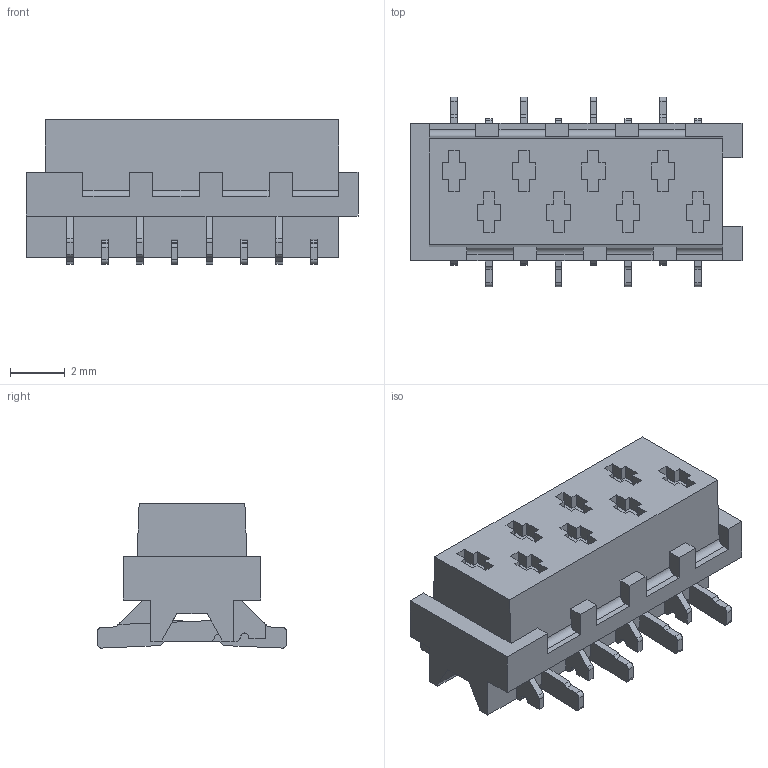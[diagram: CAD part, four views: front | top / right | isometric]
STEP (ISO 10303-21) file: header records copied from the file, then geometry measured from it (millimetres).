
FILE_DESCRIPTION(('FreeCAD Model'),'2;1');
FILE_NAME('C-7-188275-8.step','2017-03-03T08:21:37', ('kicad StepUp'),('ksu MCAD'),'Open CASCADE STEP processor 6.8', 'FreeCAD','Unknown');
FILE_SCHEMA(('AUTOMOTIVE_DESIGN_CC2 { 1 2 10303 214 -1 1 5 4 }'));
Length unit declared in the file: millimetre
Products named in the file (2): ASSEMBLY; C-7-188275-8
Assembly tree (1 placements, depth 2):
  ASSEMBLY
    C-7-188275-8
Bounding box: 12.09 x 6.9 x 5.25 mm (x, y, z)
Volume: 204.9 mm3; surface area: 387.2 mm2
Topology: 1 solids, 1 shells, 392 faces, 1168 edges, 778 vertices
Faces by surface type: plane 312, cylinder 80
Entity records: 13107 total; most frequent: CARTESIAN_POINT 2340, ORIENTED_EDGE 2336, DIRECTION 2116, EDGE_CURVE 1168, LINE 1008, VECTOR 1008, VERTEX_POINT 778, AXIS2_PLACEMENT_3D 554
